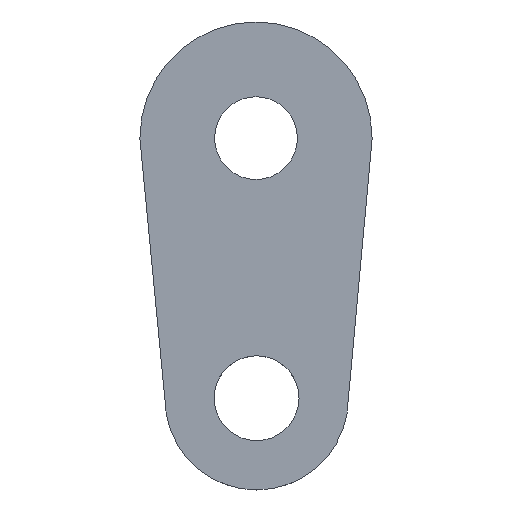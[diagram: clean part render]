
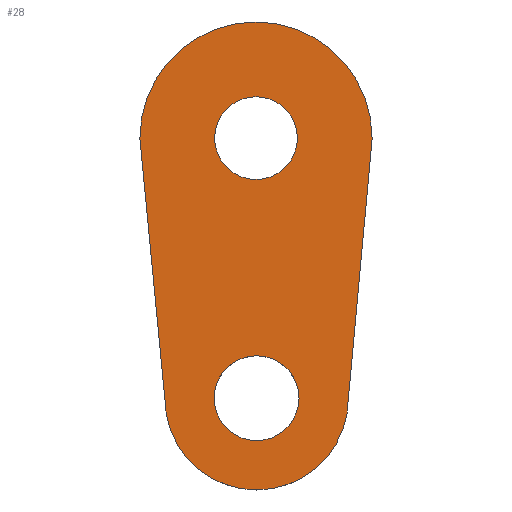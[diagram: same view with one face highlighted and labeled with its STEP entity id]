
A CAD part, top view. The second image highlights one B-rep face of the part: STEP entity #28.
In plain terms, the highlighted planar face has unit normal (0, 0, 1).
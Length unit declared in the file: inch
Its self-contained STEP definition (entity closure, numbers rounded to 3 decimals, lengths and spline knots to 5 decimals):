
#1 = DIRECTION ( 'NONE',  ( 0., 0., 1. ) ) ;
#3 = CARTESIAN_POINT ( 'NONE',  ( -0.00001, 0.04184, 0.05 ) ) ;
#4 = CARTESIAN_POINT ( 'NONE',  ( -0.28063, 0.04184, 0.05 ) ) ;
#5 = AXIS2_PLACEMENT_3D ( 'NONE', #120, #1, #123 ) ;
#6 = ORIENTED_EDGE ( 'NONE', *, *, #205, .F. ) ;
#28 = ADVANCED_FACE ( 'NONE', ( #298, #390, #363 ), #92, .T. ) ;
#31 = CIRCLE ( 'NONE', #253, 0.1025 ) ;
#36 = DIRECTION ( 'NONE',  ( 0., 0., 1. ) ) ;
#42 = CARTESIAN_POINT ( 'NONE',  ( 0.10392, -0.58653, 0.05 ) ) ;
#45 = VERTEX_POINT ( 'NONE', #330 ) ;
#64 = LINE ( 'NONE', #224, #203 ) ;
#67 = VERTEX_POINT ( 'NONE', #384 ) ;
#69 = DIRECTION ( 'NONE',  ( 0.096, -0.995, 0. ) ) ;
#70 = VERTEX_POINT ( 'NONE', #211 ) ;
#78 = VERTEX_POINT ( 'NONE', #299 ) ;
#81 = CIRCLE ( 'NONE', #252, 0.1 ) ;
#92 = PLANE ( 'NONE',  #5 ) ;
#100 = VECTOR ( 'NONE', #69, 39.37008 ) ;
#105 = EDGE_LOOP ( 'NONE', ( #127, #202 ) ) ;
#118 = ORIENTED_EDGE ( 'NONE', *, *, #348, .F. ) ;
#120 = CARTESIAN_POINT ( 'NONE',  ( -0.00001, 0.04184, 0.05 ) ) ;
#123 = DIRECTION ( 'NONE',  ( 1., 0., 0. ) ) ;
#125 = DIRECTION ( 'NONE',  ( 1., 0., 0. ) ) ;
#127 = ORIENTED_EDGE ( 'NONE', *, *, #188, .F. ) ;
#129 = DIRECTION ( 'NONE',  ( 0., 0., 1. ) ) ;
#132 = CIRCLE ( 'NONE', #383, 0.22174 ) ;
#133 = CARTESIAN_POINT ( 'NONE',  ( -0.00001, 0.04184, 0.05 ) ) ;
#136 = DIRECTION ( 'NONE',  ( 1., 0., 0. ) ) ;
#139 = EDGE_CURVE ( 'NONE', #70, #78, #132, .T. ) ;
#142 = EDGE_LOOP ( 'NONE', ( #340, #342, #271, #157 ) ) ;
#150 = AXIS2_PLACEMENT_3D ( 'NONE', #378, #289, #136 ) ;
#151 = AXIS2_PLACEMENT_3D ( 'NONE', #3, #129, #283 ) ;
#157 = ORIENTED_EDGE ( 'NONE', *, *, #277, .T. ) ;
#164 = CARTESIAN_POINT ( 'NONE',  ( -0.10001, 0.04184, 0.05 ) ) ;
#167 = CARTESIAN_POINT ( 'NONE',  ( -0.28063, 0.04184, 0.05 ) ) ;
#180 = CARTESIAN_POINT ( 'NONE',  ( 0.00142, -0.58653, 0.05 ) ) ;
#188 = EDGE_CURVE ( 'NONE', #310, #345, #389, .T. ) ;
#195 = CARTESIAN_POINT ( 'NONE',  ( 0.00142, -0.58653, 0.05 ) ) ;
#200 = DIRECTION ( 'NONE',  ( 1., 0., 0. ) ) ;
#202 = ORIENTED_EDGE ( 'NONE', *, *, #225, .F. ) ;
#203 = VECTOR ( 'NONE', #278, 39.37008 ) ;
#205 = EDGE_CURVE ( 'NONE', #303, #45, #31, .T. ) ;
#211 = CARTESIAN_POINT ( 'NONE',  ( -0.22032, -0.58653, 0.05 ) ) ;
#224 = CARTESIAN_POINT ( 'NONE',  ( 0.22316, -0.58653, 0.05 ) ) ;
#225 = EDGE_CURVE ( 'NONE', #345, #310, #81, .T. ) ;
#252 = AXIS2_PLACEMENT_3D ( 'NONE', #308, #313, #125 ) ;
#253 = AXIS2_PLACEMENT_3D ( 'NONE', #195, #36, #280 ) ;
#257 = VERTEX_POINT ( 'NONE', #167 ) ;
#271 = ORIENTED_EDGE ( 'NONE', *, *, #139, .T. ) ;
#272 = DIRECTION ( 'NONE',  ( 0., 0., 1. ) ) ;
#277 = EDGE_CURVE ( 'NONE', #78, #67, #64, .T. ) ;
#278 = DIRECTION ( 'NONE',  ( 0.091, 0.996, 0. ) ) ;
#280 = DIRECTION ( 'NONE',  ( 1., 0., 0. ) ) ;
#282 = EDGE_CURVE ( 'NONE', #257, #70, #343, .T. ) ;
#283 = DIRECTION ( 'NONE',  ( 1., 0., 0. ) ) ;
#284 = AXIS2_PLACEMENT_3D ( 'NONE', #133, #347, #200 ) ;
#289 = DIRECTION ( 'NONE',  ( 0., 0., 1. ) ) ;
#298 = FACE_BOUND ( 'NONE', #105, .T. ) ;
#299 = CARTESIAN_POINT ( 'NONE',  ( 0.22316, -0.58653, 0.05 ) ) ;
#303 = VERTEX_POINT ( 'NONE', #42 ) ;
#304 = CIRCLE ( 'NONE', #284, 0.28063 ) ;
#308 = CARTESIAN_POINT ( 'NONE',  ( -0.00001, 0.04184, 0.05 ) ) ;
#310 = VERTEX_POINT ( 'NONE', #164 ) ;
#312 = EDGE_LOOP ( 'NONE', ( #118, #6 ) ) ;
#313 = DIRECTION ( 'NONE',  ( 0., 0., 1. ) ) ;
#323 = CIRCLE ( 'NONE', #150, 0.1025 ) ;
#327 = EDGE_CURVE ( 'NONE', #67, #257, #304, .T. ) ;
#330 = CARTESIAN_POINT ( 'NONE',  ( -0.10108, -0.58653, 0.05 ) ) ;
#340 = ORIENTED_EDGE ( 'NONE', *, *, #327, .T. ) ;
#342 = ORIENTED_EDGE ( 'NONE', *, *, #282, .T. ) ;
#343 = LINE ( 'NONE', #4, #100 ) ;
#345 = VERTEX_POINT ( 'NONE', #379 ) ;
#347 = DIRECTION ( 'NONE',  ( 0., 0., 1. ) ) ;
#348 = EDGE_CURVE ( 'NONE', #45, #303, #323, .T. ) ;
#363 = FACE_BOUND ( 'NONE', #312, .T. ) ;
#378 = CARTESIAN_POINT ( 'NONE',  ( 0.00142, -0.58653, 0.05 ) ) ;
#379 = CARTESIAN_POINT ( 'NONE',  ( 0.09999, 0.04184, 0.05 ) ) ;
#383 = AXIS2_PLACEMENT_3D ( 'NONE', #180, #272, #385 ) ;
#384 = CARTESIAN_POINT ( 'NONE',  ( 0.28062, 0.04184, 0.05 ) ) ;
#385 = DIRECTION ( 'NONE',  ( 1., 0., 0. ) ) ;
#389 = CIRCLE ( 'NONE', #151, 0.1 ) ;
#390 = FACE_OUTER_BOUND ( 'NONE', #142, .T. ) ;
